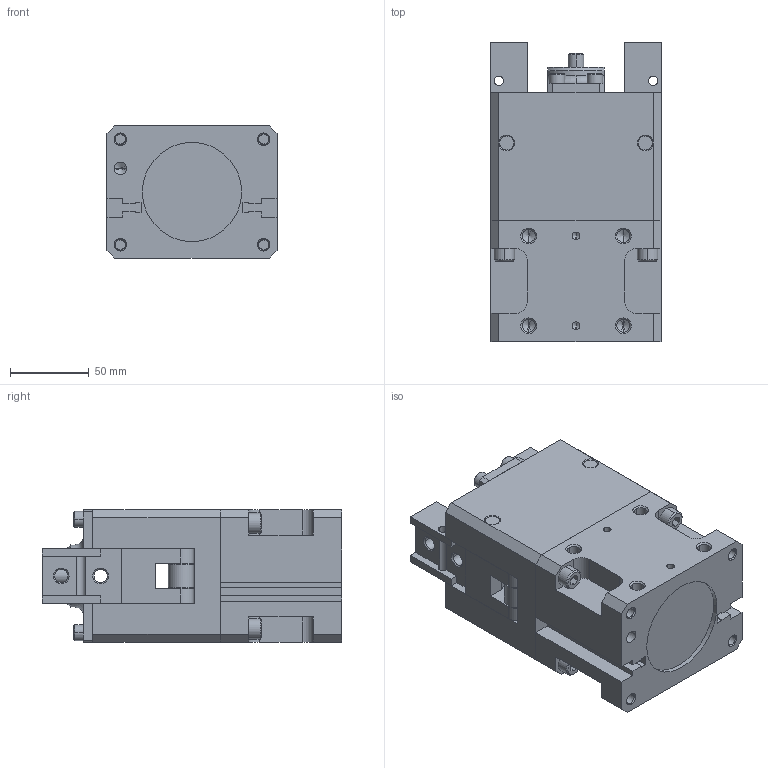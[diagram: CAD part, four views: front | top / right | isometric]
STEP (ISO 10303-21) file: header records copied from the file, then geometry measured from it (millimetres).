
FILE_DESCRIPTION( ( '' ), '1' );
FILE_NAME( 'og63_a_og630abg_0_2_14a.stp', '2010-10-25T15:54:44', ( '' ), ( '' ), ' ', ' ', ' ' );
FILE_SCHEMA( ( 'automotive_design' ) );
Length unit declared in the file: millimetre
Products named in the file (6): 1; 2; 3; 4; 5; 6
Bounding box: 108 x 190 x 84 mm (x, y, z)
Volume: 1226119.8 mm3; surface area: 163591.3 mm2
Topology: 6 solids, 6 shells, 446 faces, 1170 edges, 739 vertices
Faces by surface type: plane 224, cylinder 130, cone 88, torus 4
Entity records: 27400 total; most frequent: CARTESIAN_POINT 2959, DIRECTION 2378, STYLED_ITEM 2347, PRESENTATION_STYLE_ASSIGNMENT 2347, COLOUR_RGB 2347, ORIENTED_EDGE 2312, EDGE_CURVE 1156, CURVE_STYLE 1156
